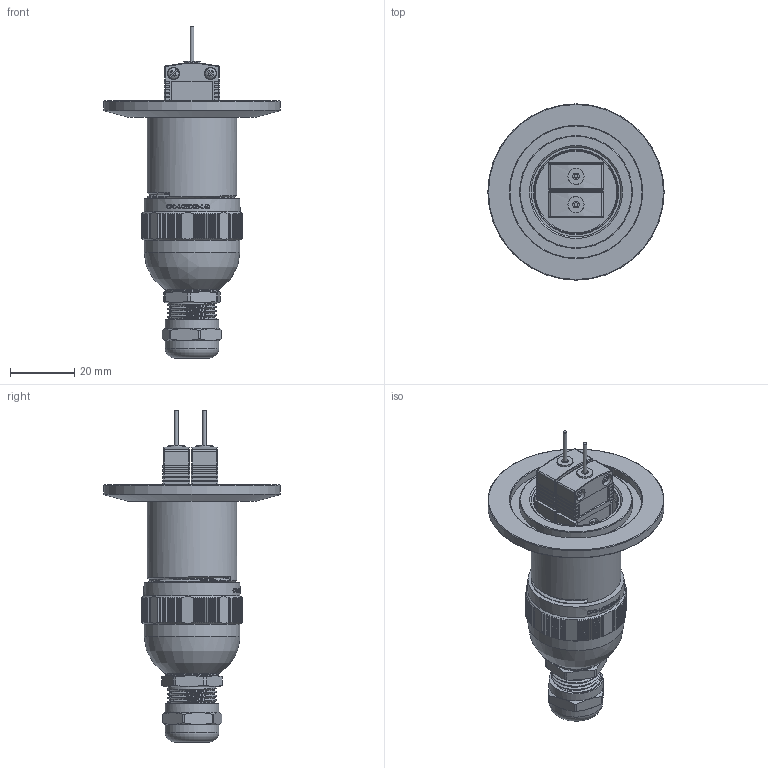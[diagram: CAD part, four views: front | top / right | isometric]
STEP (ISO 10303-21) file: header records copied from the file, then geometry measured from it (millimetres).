
FILE_DESCRIPTION (( 'STEP AP214' ), '1' );
FILE_NAME ('外发模型(带插头+护线筒)-T-KF40-0408K-D30L342.STEP', '2025-04-24T12:10:51', ( '' ), ( '' ), 'SwSTEP 2.0', 'SolidWorks 2020', '' );
FILE_SCHEMA (( 'AUTOMOTIVE_DESIGN' ));
Length unit declared in the file: millimetre
Products named in the file (15): 俋楷耀倰-T-D28-0408K-D30L342; 囀郋躇猾杶 4-8; 誘盄芠蹟簽-LT8-PG9; 俋楷耀倰-埴堵脣え-D20L342-KP+; 誘盄芠俋褲-CPC-M28D08-L40; 誘盄芠-CPC-M28D08-L40; 外发模型(带插头+护线筒)-T-KF40-0408K-D30L342; 俋楷耀倰-Z-T-D28-0408K-D30L342; SMPW-K-F; FL-KF40-D28; 誘盄芠囀郋-FTL8-M12NX; 俋楷耀倰-FL-T-D28-0408K-D30L342; 俋楷耀倰-埴堵脣え-D30L342-KN-; SRG-T-KF25-0408K; 囀郋彶踡蛈 4-8
Assembly tree (19 placements, depth 5):
  外发模型(带插头+护线筒)-T-KF40-0408K-D30L342
    FL-KF40-D28
    俋楷耀倰-Z-T-D28-0408K-D30L342
      俋楷耀倰-T-D28-0408K-D30L342
        俋楷耀倰-FL-T-D28-0408K-D30L342
        俋楷耀倰-埴堵脣え-D20L342-KP+  x2
        俋楷耀倰-埴堵脣え-D30L342-KN-  x2
        SRG-T-KF25-0408K
      SMPW-K-F  x4
      誘盄芠-CPC-M28D08-L40
        誘盄芠俋褲-CPC-M28D08-L40
        誘盄芠囀郋-FTL8-M12NX
          誘盄芠蹟簽-LT8-PG9
          囀郋躇猾杶 4-8
          囀郋彶踡蛈 4-8
Bounding box: 55 x 55 x 103.6 mm (x, y, z)
Volume: 34519.7 mm3; surface area: 34697.4 mm2
Topology: 39 solids, 39 shells, 1933 faces, 5535 edges, 3830 vertices
Faces by surface type: plane 1374, cylinder 399, bspline 77, torus 69, cone 14
Full cylindrical faces by diameter (mm): 1.2 x4, 2 x4, 2.6 x4, 3.533 x8, 3.8 x8, 5 x12, 8.2 x2, 8.5 x1, 10 x1, 10.5 x1, 11.6 x1, 12 x1, 12.4 x1, 13.3 x1, 16.6 x1, 16.8 x2, 25.3 x1, 25.5 x2, 26.2 x1, 26.5 x1, 28 x5, 28.5 x1, 30 x2, 35.2 x1, 41.2 x1, 55 x1
Entity records: 41984 total; most frequent: CARTESIAN_POINT 17001, ORIENTED_EDGE 5704, DIRECTION 4021, EDGE_CURVE 2852, VERTEX_POINT 2095, LINE 1389, VECTOR 1389, AXIS2_PLACEMENT_3D 1316
